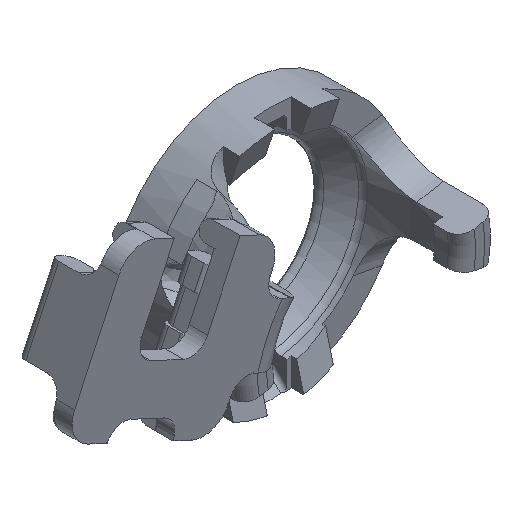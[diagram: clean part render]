
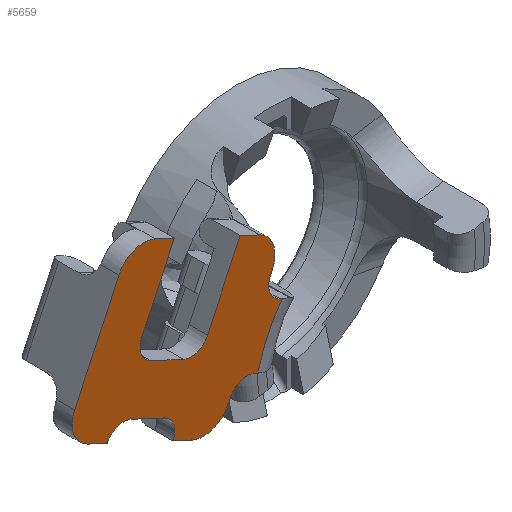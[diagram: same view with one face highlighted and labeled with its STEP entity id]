
A CAD part, isometric view. The second image highlights one B-rep face of the part: STEP entity #5659.
In plain terms, the highlighted planar face has unit normal (0, -1, 0).
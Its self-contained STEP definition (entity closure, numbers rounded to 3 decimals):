
#96=CARTESIAN_POINT('',(-14.858,-6.8,13.273));
#97=VERTEX_POINT('',#96);
#104=CARTESIAN_POINT('',(-15.098,-6.8,12.758));
#105=VERTEX_POINT('',#104);
#106=CARTESIAN_POINT('',(-14.858,-6.8,13.273));
#107=DIRECTION('',(-0.423,0.0,-0.906));
#108=VECTOR('',#107,1.);
#109=LINE('',#106,#108);
#110=EDGE_CURVE('',#97,#105,#109,.T.);
#5458=CARTESIAN_POINT('',(-38.047,-6.8,23.963));
#5459=DIRECTION('',(0.0,1.0,0.0));
#5460=DIRECTION('',(0.0,0.0,-1.0));
#5461=AXIS2_PLACEMENT_3D('',#5458,#5459,#5460);
#5462=PLANE('',#5461);
#5463=ORIENTED_EDGE('',*,*,#110,.F.);
#5464=CARTESIAN_POINT('',(-16.309,-6.8,17.259));
#5465=VERTEX_POINT('',#5464);
#5466=CARTESIAN_POINT('',(-17.577,-6.8,14.541));
#5467=DIRECTION('',(0.,1.0,0.));
#5468=DIRECTION('',(0.423,0.,0.906));
#5469=AXIS2_PLACEMENT_3D('',#5466,#5467,#5468);
#5470=CIRCLE('',#5469,3.0);
#5471=EDGE_CURVE('',#5465,#97,#5470,.T.);
#5472=ORIENTED_EDGE('',*,*,#5471,.F.);
#5473=CARTESIAN_POINT('',(-18.416,-6.8,18.242));
#5474=VERTEX_POINT('',#5473);
#5475=CARTESIAN_POINT('',(-18.416,-6.8,18.242));
#5476=DIRECTION('',(0.906,0.0,-0.423));
#5477=VECTOR('',#5476,1.);
#5478=LINE('',#5475,#5477);
#5479=EDGE_CURVE('',#5474,#5465,#5478,.T.);
#5480=ORIENTED_EDGE('',*,*,#5479,.F.);
#5481=CARTESIAN_POINT('',(-22.008,-6.8,10.538));
#5482=VERTEX_POINT('',#5481);
#5483=CARTESIAN_POINT('',(-22.008,-6.8,10.538));
#5484=DIRECTION('',(0.423,0.0,0.906));
#5485=VECTOR('',#5484,1.);
#5486=LINE('',#5483,#5485);
#5487=EDGE_CURVE('',#5482,#5474,#5486,.T.);
#5488=ORIENTED_EDGE('',*,*,#5487,.F.);
#5489=CARTESIAN_POINT('',(-24.666,-6.8,9.571));
#5490=VERTEX_POINT('',#5489);
#5491=CARTESIAN_POINT('',(-23.821,-6.8,11.384));
#5492=DIRECTION('',(0.,-1.0,0.));
#5493=DIRECTION('',(-0.423,0.,-0.906));
#5494=AXIS2_PLACEMENT_3D('',#5491,#5492,#5493);
#5495=CIRCLE('',#5494,2.);
#5496=EDGE_CURVE('',#5490,#5482,#5495,.T.);
#5497=ORIENTED_EDGE('',*,*,#5496,.F.);
#5498=CARTESIAN_POINT('',(-28.291,-6.8,11.262));
#5499=VERTEX_POINT('',#5498);
#5500=CARTESIAN_POINT('',(-28.291,-6.8,11.262));
#5501=DIRECTION('',(0.906,0.0,-0.423));
#5502=VECTOR('',#5501,1.);
#5503=LINE('',#5500,#5502);
#5504=EDGE_CURVE('',#5499,#5490,#5503,.T.);
#5505=ORIENTED_EDGE('',*,*,#5504,.F.);
#5506=CARTESIAN_POINT('',(-29.259,-6.8,13.919));
#5507=VERTEX_POINT('',#5506);
#5508=CARTESIAN_POINT('',(-27.446,-6.8,13.074));
#5509=DIRECTION('',(0.0,-1.0,0.0));
#5510=DIRECTION('',(-0.906,0.0,0.423));
#5511=AXIS2_PLACEMENT_3D('',#5508,#5509,#5510);
#5512=CIRCLE('',#5511,2.);
#5513=EDGE_CURVE('',#5507,#5499,#5512,.T.);
#5514=ORIENTED_EDGE('',*,*,#5513,.F.);
#5515=CARTESIAN_POINT('',(-25.666,-6.8,21.623));
#5516=VERTEX_POINT('',#5515);
#5517=CARTESIAN_POINT('',(-25.666,-6.8,21.623));
#5518=DIRECTION('',(-0.423,0.0,-0.906));
#5519=VECTOR('',#5518,1.);
#5520=LINE('',#5517,#5519);
#5521=EDGE_CURVE('',#5516,#5507,#5520,.T.);
#5522=ORIENTED_EDGE('',*,*,#5521,.F.);
#5523=CARTESIAN_POINT('',(-27.774,-6.8,22.606));
#5524=VERTEX_POINT('',#5523);
#5525=CARTESIAN_POINT('',(-27.774,-6.8,22.606));
#5526=DIRECTION('',(0.906,0.0,-0.423));
#5527=VECTOR('',#5526,1.);
#5528=LINE('',#5525,#5527);
#5529=EDGE_CURVE('',#5524,#5516,#5528,.T.);
#5530=ORIENTED_EDGE('',*,*,#5529,.F.);
#5531=CARTESIAN_POINT('',(-31.76,-6.8,21.155));
#5532=VERTEX_POINT('',#5531);
#5533=CARTESIAN_POINT('',(-29.041,-6.8,19.887));
#5534=DIRECTION('',(0.0,1.,0.0));
#5535=DIRECTION('',(-0.906,0.0,0.423));
#5536=AXIS2_PLACEMENT_3D('',#5533,#5534,#5535);
#5537=CIRCLE('',#5536,3.);
#5538=EDGE_CURVE('',#5532,#5524,#5537,.T.);
#5539=ORIENTED_EDGE('',*,*,#5538,.F.);
#5540=CARTESIAN_POINT('',(-36.621,-6.8,10.732));
#5541=VERTEX_POINT('',#5540);
#5542=CARTESIAN_POINT('',(-36.621,-6.8,10.732));
#5543=DIRECTION('',(0.423,0.0,0.906));
#5544=VECTOR('',#5543,1.);
#5545=LINE('',#5542,#5544);
#5546=EDGE_CURVE('',#5541,#5532,#5545,.T.);
#5547=ORIENTED_EDGE('',*,*,#5546,.F.);
#5548=CARTESIAN_POINT('',(-35.169,-6.8,6.745));
#5549=VERTEX_POINT('',#5548);
#5550=CARTESIAN_POINT('',(-33.902,-6.8,9.464));
#5551=DIRECTION('',(0.,1.0,0.));
#5552=DIRECTION('',(-0.423,0.,-0.906));
#5553=AXIS2_PLACEMENT_3D('',#5550,#5551,#5552);
#5554=CIRCLE('',#5553,3.);
#5555=EDGE_CURVE('',#5549,#5541,#5554,.T.);
#5556=ORIENTED_EDGE('',*,*,#5555,.F.);
#5557=CARTESIAN_POINT('',(-33.062,-6.8,5.763));
#5558=VERTEX_POINT('',#5557);
#5559=CARTESIAN_POINT('',(-33.062,-6.8,5.763));
#5560=DIRECTION('',(-0.906,0.0,0.423));
#5561=VECTOR('',#5560,1.);
#5562=LINE('',#5559,#5561);
#5563=EDGE_CURVE('',#5558,#5549,#5562,.T.);
#5564=ORIENTED_EDGE('',*,*,#5563,.F.);
#5565=CARTESIAN_POINT('',(-30.404,-6.8,6.73));
#5566=VERTEX_POINT('',#5565);
#5567=CARTESIAN_POINT('',(-31.25,-6.8,4.917));
#5568=DIRECTION('',(0.,-1.0,0.));
#5569=DIRECTION('',(0.423,0.,0.906));
#5570=AXIS2_PLACEMENT_3D('',#5567,#5568,#5569);
#5571=CIRCLE('',#5570,2.);
#5572=EDGE_CURVE('',#5566,#5558,#5571,.T.);
#5573=ORIENTED_EDGE('',*,*,#5572,.F.);
#5574=CARTESIAN_POINT('',(-26.779,-6.8,5.04));
#5575=VERTEX_POINT('',#5574);
#5576=CARTESIAN_POINT('',(-30.404,-6.8,6.73));
#5577=DIRECTION('',(0.906,0.0,-0.423));
#5578=VECTOR('',#5577,1.);
#5579=LINE('',#5576,#5578);
#5580=EDGE_CURVE('',#5566,#5575,#5579,.T.);
#5581=ORIENTED_EDGE('',*,*,#5580,.T.);
#5582=CARTESIAN_POINT('',(-25.812,-6.8,2.382));
#5583=VERTEX_POINT('',#5582);
#5584=CARTESIAN_POINT('',(-27.624,-6.8,3.227));
#5585=DIRECTION('',(0.,-1.0,0.));
#5586=DIRECTION('',(0.906,0.,-0.423));
#5587=AXIS2_PLACEMENT_3D('',#5584,#5585,#5586);
#5588=CIRCLE('',#5587,2.);
#5589=EDGE_CURVE('',#5583,#5575,#5588,.T.);
#5590=ORIENTED_EDGE('',*,*,#5589,.F.);
#5591=CARTESIAN_POINT('',(-23.705,-6.8,1.399));
#5592=VERTEX_POINT('',#5591);
#5593=CARTESIAN_POINT('',(-23.705,-6.8,1.399));
#5594=DIRECTION('',(-0.906,0.0,0.423));
#5595=VECTOR('',#5594,1.);
#5596=LINE('',#5593,#5595);
#5597=EDGE_CURVE('',#5592,#5583,#5596,.T.);
#5598=ORIENTED_EDGE('',*,*,#5597,.F.);
#5599=CARTESIAN_POINT('',(-19.718,-6.8,2.85));
#5600=VERTEX_POINT('',#5599);
#5601=CARTESIAN_POINT('',(-22.437,-6.8,4.118));
#5602=DIRECTION('',(0.0,1.,0.0));
#5603=DIRECTION('',(0.906,0.0,-0.423));
#5604=AXIS2_PLACEMENT_3D('',#5601,#5602,#5603);
#5605=CIRCLE('',#5604,3.);
#5606=EDGE_CURVE('',#5600,#5592,#5605,.T.);
#5607=ORIENTED_EDGE('',*,*,#5606,.F.);
#5608=CARTESIAN_POINT('',(-19.478,-6.8,3.365));
#5609=VERTEX_POINT('',#5608);
#5610=CARTESIAN_POINT('',(-19.478,-6.8,3.365));
#5611=DIRECTION('',(-0.423,0.0,-0.906));
#5612=VECTOR('',#5611,1.);
#5613=LINE('',#5610,#5612);
#5614=EDGE_CURVE('',#5609,#5600,#5613,.T.);
#5615=ORIENTED_EDGE('',*,*,#5614,.F.);
#5616=CARTESIAN_POINT('',(-16.82,-6.8,4.333));
#5617=VERTEX_POINT('',#5616);
#5618=CARTESIAN_POINT('',(-17.665,-6.8,2.52));
#5619=DIRECTION('',(0.0,-1.0,0.0));
#5620=DIRECTION('',(0.423,0.0,0.906));
#5621=AXIS2_PLACEMENT_3D('',#5618,#5619,#5620);
#5622=CIRCLE('',#5621,2.);
#5623=EDGE_CURVE('',#5617,#5609,#5622,.T.);
#5624=ORIENTED_EDGE('',*,*,#5623,.F.);
#5625=CARTESIAN_POINT('',(-16.443,-6.8,4.157));
#5626=VERTEX_POINT('',#5625);
#5627=CARTESIAN_POINT('',(-16.82,-6.8,4.333));
#5628=DIRECTION('',(0.906,0.,-0.423));
#5629=VECTOR('',#5628,1.);
#5630=LINE('',#5627,#5629);
#5631=EDGE_CURVE('',#5617,#5626,#5630,.T.);
#5632=ORIENTED_EDGE('',*,*,#5631,.T.);
#5633=CARTESIAN_POINT('',(-13.753,-6.8,9.924));
#5634=VERTEX_POINT('',#5633);
#5635=CARTESIAN_POINT('',(-1.813,-6.8,0.845));
#5636=DIRECTION('',(0.,-1.,0.));
#5637=DIRECTION('',(-0.796,0.,0.605));
#5638=AXIS2_PLACEMENT_3D('',#5635,#5636,#5637);
#5639=CIRCLE('',#5638,15.);
#5640=EDGE_CURVE('',#5634,#5626,#5639,.T.);
#5641=ORIENTED_EDGE('',*,*,#5640,.F.);
#5642=CARTESIAN_POINT('',(-14.131,-6.8,10.1));
#5643=VERTEX_POINT('',#5642);
#5644=CARTESIAN_POINT('',(-14.131,-6.8,10.1));
#5645=DIRECTION('',(0.906,0.,-0.423));
#5646=VECTOR('',#5645,1.);
#5647=LINE('',#5644,#5646);
#5648=EDGE_CURVE('',#5643,#5634,#5647,.T.);
#5649=ORIENTED_EDGE('',*,*,#5648,.F.);
#5650=CARTESIAN_POINT('',(-13.285,-6.8,11.913));
#5651=DIRECTION('',(0.0,-1.,0.0));
#5652=DIRECTION('',(-0.906,0.0,0.423));
#5653=AXIS2_PLACEMENT_3D('',#5650,#5651,#5652);
#5654=CIRCLE('',#5653,2.);
#5655=EDGE_CURVE('',#105,#5643,#5654,.T.);
#5656=ORIENTED_EDGE('',*,*,#5655,.F.);
#5657=EDGE_LOOP('',(#5463,#5472,#5480,#5488,#5497,#5505,#5514,#5522,#5530,#5539,#5547,#5556,#5564,#5573,#5581,#5590,#5598,#5607,#5615,#5624,#5632,#5641,#5649,#5656));
#5658=FACE_OUTER_BOUND('',#5657,.T.);
#5659=ADVANCED_FACE('',(#5658),#5462,.F.);
